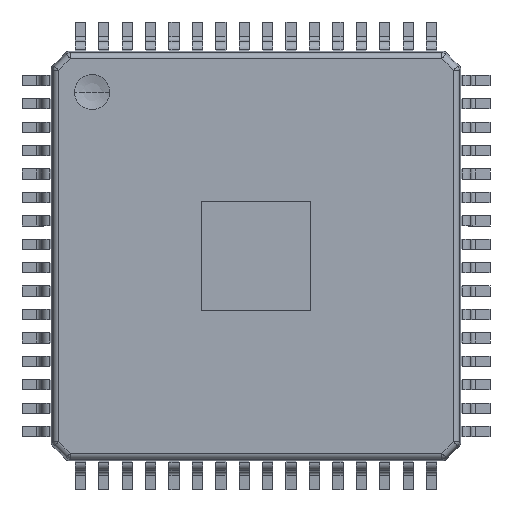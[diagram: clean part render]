
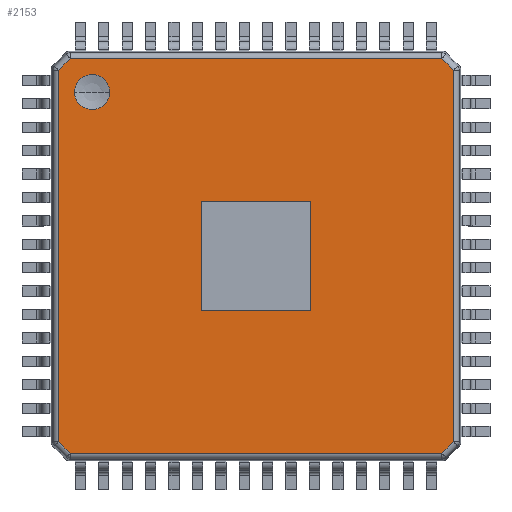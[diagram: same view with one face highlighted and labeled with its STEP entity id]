
A CAD part, top view. The second image highlights one B-rep face of the part: STEP entity #2153.
In plain terms, the highlighted face is planar.
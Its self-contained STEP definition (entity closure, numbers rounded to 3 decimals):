
#589=CARTESIAN_POINT('',(-5.6,0.435,-5.6));
#590=DIRECTION('',(0.,1.,0.));
#591=DIRECTION('',(-1.,0.,0.));
#592=AXIS2_PLACEMENT_3D('',#589,#590,#591);
#597=CARTESIAN_POINT('',(-5.6,0.435,-5.6));
#598=DIRECTION('',(0.,1.,0.));
#599=DIRECTION('',(1.,0.,0.));
#600=AXIS2_PLACEMENT_3D('',#597,#598,#599);
#605=DIRECTION('',(0.,0.,1.));
#606=VECTOR('',#605,12.689);
#607=CARTESIAN_POINT('',(-6.746,0.435,-6.345));
#608=LINE('',#607,#606);
#612=DIRECTION('',(-0.707,0.,0.707));
#613=VECTOR('',#612,0.567);
#614=CARTESIAN_POINT('',(-6.345,0.435,-6.746));
#615=LINE('',#614,#613);
#619=DIRECTION('',(-1.,0.,0.));
#620=VECTOR('',#619,12.689);
#621=CARTESIAN_POINT('',(6.345,0.435,-6.746));
#622=LINE('',#621,#620);
#626=DIRECTION('',(-0.707,0.,-0.707));
#627=VECTOR('',#626,0.567);
#628=CARTESIAN_POINT('',(6.746,0.435,-6.345));
#629=LINE('',#628,#627);
#633=DIRECTION('',(0.,0.,-1.));
#634=VECTOR('',#633,12.689);
#635=CARTESIAN_POINT('',(6.746,0.435,6.345));
#636=LINE('',#635,#634);
#640=DIRECTION('',(0.707,0.,-0.707));
#641=VECTOR('',#640,0.567);
#642=CARTESIAN_POINT('',(6.345,0.435,6.746));
#643=LINE('',#642,#641);
#647=DIRECTION('',(1.,0.,0.));
#648=VECTOR('',#647,12.689);
#649=CARTESIAN_POINT('',(-6.345,0.435,6.746));
#650=LINE('',#649,#648);
#654=DIRECTION('',(0.707,0.,0.707));
#655=VECTOR('',#654,0.567);
#656=CARTESIAN_POINT('',(-6.746,0.435,6.345));
#657=LINE('',#656,#655);
#661=DIRECTION('',(1.,0.,0.));
#662=VECTOR('',#661,3.75);
#663=CARTESIAN_POINT('',(-1.875,0.435,1.875));
#664=LINE('',#663,#662);
#668=DIRECTION('',(0.,0.,-1.));
#669=VECTOR('',#668,3.75);
#670=CARTESIAN_POINT('',(1.875,0.435,1.875));
#671=LINE('',#670,#669);
#675=DIRECTION('',(-1.,0.,0.));
#676=VECTOR('',#675,3.75);
#677=CARTESIAN_POINT('',(1.875,0.435,-1.875));
#678=LINE('',#677,#676);
#682=DIRECTION('',(0.,0.,1.));
#683=VECTOR('',#682,3.75);
#684=CARTESIAN_POINT('',(-1.875,0.435,-1.875));
#685=LINE('',#684,#683);
#1362=CARTESIAN_POINT('',(-6.2,0.435,-5.6));
#1363=CARTESIAN_POINT('',(-5.,0.435,-5.6));
#1364=VERTEX_POINT('',#1362);
#1365=VERTEX_POINT('',#1363);
#1396=CARTESIAN_POINT('',(-6.746,0.435,-6.345));
#1397=CARTESIAN_POINT('',(-6.746,0.435,6.345));
#1398=VERTEX_POINT('',#1396);
#1399=VERTEX_POINT('',#1397);
#1400=CARTESIAN_POINT('',(-6.345,0.435,-6.746));
#1401=VERTEX_POINT('',#1400);
#1430=CARTESIAN_POINT('',(6.345,0.435,-6.746));
#1431=VERTEX_POINT('',#1430);
#1436=CARTESIAN_POINT('',(6.746,0.435,-6.345));
#1437=VERTEX_POINT('',#1436);
#1462=CARTESIAN_POINT('',(6.746,0.435,6.345));
#1463=VERTEX_POINT('',#1462);
#1482=CARTESIAN_POINT('',(6.345,0.435,6.746));
#1483=VERTEX_POINT('',#1482);
#1526=CARTESIAN_POINT('',(-6.345,0.435,6.746));
#1527=VERTEX_POINT('',#1526);
#1536=CARTESIAN_POINT('',(-1.875,0.435,1.875));
#1537=CARTESIAN_POINT('',(1.875,0.435,1.875));
#1538=VERTEX_POINT('',#1536);
#1539=VERTEX_POINT('',#1537);
#1540=CARTESIAN_POINT('',(1.875,0.435,-1.875));
#1541=VERTEX_POINT('',#1540);
#1542=CARTESIAN_POINT('',(-1.875,0.435,-1.875));
#1543=VERTEX_POINT('',#1542);
#2115=CARTESIAN_POINT('',(0.,0.435,0.));
#2116=DIRECTION('',(0.,1.,0.));
#2117=DIRECTION('',(1.,0.,0.));
#2118=AXIS2_PLACEMENT_3D('',#2115,#2116,#2117);
#2119=PLANE('',#2118);
#2121=ORIENTED_EDGE('',*,*,#2120,.F.);
#2122=ORIENTED_EDGE('',*,*,#2105,.F.);
#2124=ORIENTED_EDGE('',*,*,#2123,.F.);
#2126=ORIENTED_EDGE('',*,*,#2125,.F.);
#2128=ORIENTED_EDGE('',*,*,#2127,.F.);
#2130=ORIENTED_EDGE('',*,*,#2129,.F.);
#2132=ORIENTED_EDGE('',*,*,#2131,.F.);
#2134=ORIENTED_EDGE('',*,*,#2133,.F.);
#2135=EDGE_LOOP('',(#2121,#2122,#2124,#2126,#2128,#2130,#2132,#2134));
#2136=FACE_OUTER_BOUND('',#2135,.F.);
#2138=ORIENTED_EDGE('',*,*,#2137,.T.);
#2140=ORIENTED_EDGE('',*,*,#2139,.T.);
#2141=EDGE_LOOP('',(#2138,#2140));
#2142=FACE_BOUND('',#2141,.F.);
#2144=ORIENTED_EDGE('',*,*,#2143,.T.);
#2146=ORIENTED_EDGE('',*,*,#2145,.T.);
#2148=ORIENTED_EDGE('',*,*,#2147,.T.);
#2150=ORIENTED_EDGE('',*,*,#2149,.T.);
#2151=EDGE_LOOP('',(#2144,#2146,#2148,#2150));
#2152=FACE_BOUND('',#2151,.F.);
#593=CIRCLE('',#592,0.6);
#601=CIRCLE('',#600,0.6);
#2105=EDGE_CURVE('',#1401,#1398,#615,.T.);
#2120=EDGE_CURVE('',#1398,#1399,#608,.T.);
#2123=EDGE_CURVE('',#1431,#1401,#622,.T.);
#2125=EDGE_CURVE('',#1437,#1431,#629,.T.);
#2127=EDGE_CURVE('',#1463,#1437,#636,.T.);
#2129=EDGE_CURVE('',#1483,#1463,#643,.T.);
#2131=EDGE_CURVE('',#1527,#1483,#650,.T.);
#2133=EDGE_CURVE('',#1399,#1527,#657,.T.);
#2137=EDGE_CURVE('',#1364,#1365,#593,.T.);
#2139=EDGE_CURVE('',#1365,#1364,#601,.T.);
#2143=EDGE_CURVE('',#1538,#1539,#664,.T.);
#2145=EDGE_CURVE('',#1539,#1541,#671,.T.);
#2147=EDGE_CURVE('',#1541,#1543,#678,.T.);
#2149=EDGE_CURVE('',#1543,#1538,#685,.T.);
#2153=ADVANCED_FACE('',(#2136,#2142,#2152),#2119,.T.);
